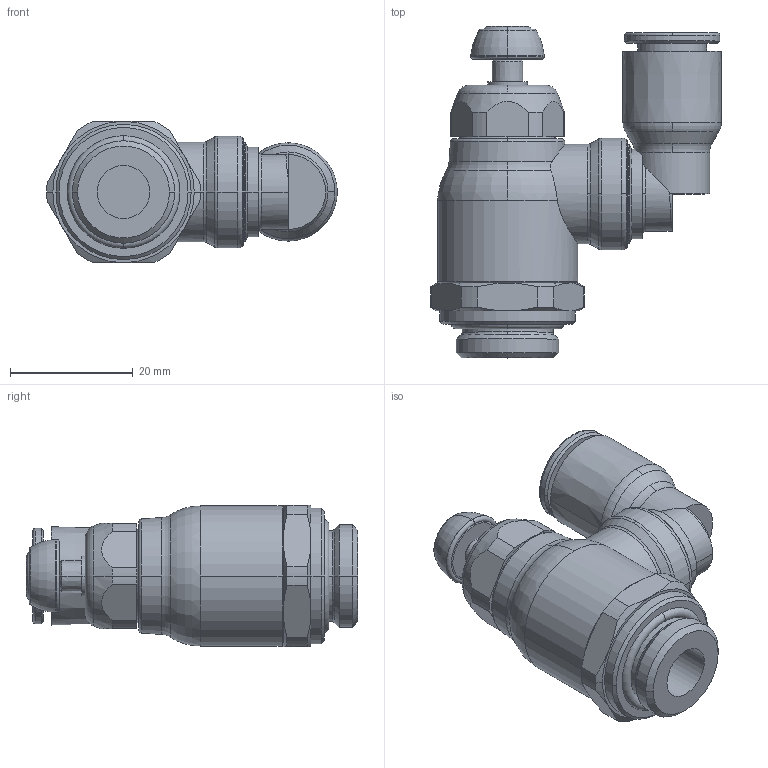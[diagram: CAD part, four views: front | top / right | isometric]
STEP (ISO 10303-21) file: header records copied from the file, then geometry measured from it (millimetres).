
FILE_DESCRIPTION(('STEP AP214'),'1');
FILE_NAME('7040_10_17.stp','2016-07-07T14:14:19',('TraceParts'),('TraceParts S.A.'),'Spatial InterOp 3D',' ',' ');
FILE_SCHEMA(('automotive_design'));
Length unit declared in the file: millimetre
Products named in the file (1): 1
Bounding box: 47.28 x 54 x 23 mm (x, y, z)
Volume: 21532.7 mm3; surface area: 6774.2 mm2
Topology: 1 solids, 2 shells, 182 faces, 473 edges, 306 vertices
Faces by surface type: cone 58, torus 52, cylinder 43, plane 28, revolution 1
Entity records: 5935 total; most frequent: CARTESIAN_POINT 1399, DIRECTION 1061, ORIENTED_EDGE 928, AXIS2_PLACEMENT_3D 475, EDGE_CURVE 464, VERTEX_POINT 299, CIRCLE 294, EDGE_LOOP 193
